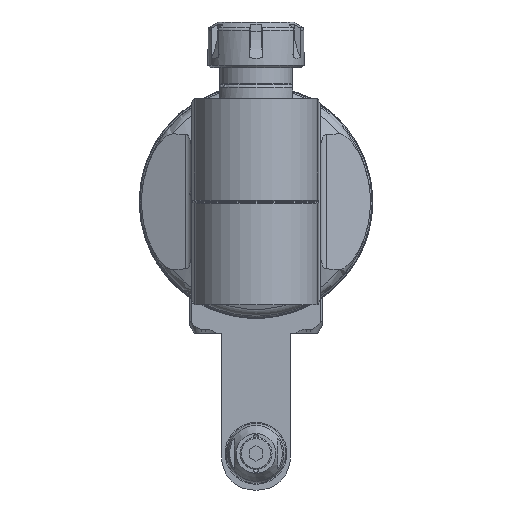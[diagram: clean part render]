
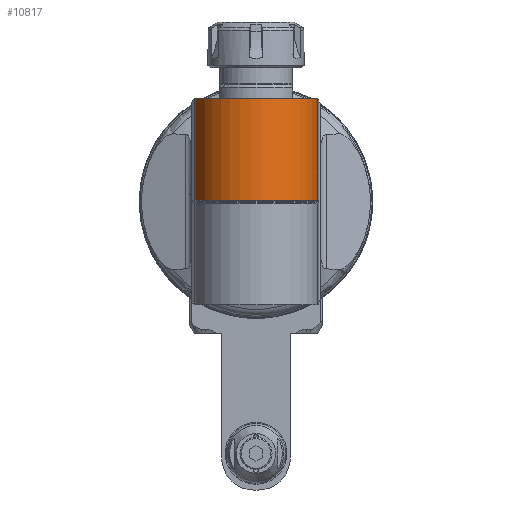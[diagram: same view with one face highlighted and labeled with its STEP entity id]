
A CAD part, front view. The second image highlights one B-rep face of the part: STEP entity #10817.
In plain terms, the highlighted cylindrical face has radius 27 mm (diameter 54 mm), a partial arc.
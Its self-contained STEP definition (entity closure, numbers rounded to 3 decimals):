
#1042=LINE('',#21930,#1732);
#1043=LINE('',#21933,#1733);
#1732=VECTOR('',#14918,44.334);
#1733=VECTOR('',#14921,44.334);
#1997=CYLINDRICAL_SURFACE('',#12043,27.);
#2913=FACE_OUTER_BOUND('',#3634,.T.);
#3634=EDGE_LOOP('',(#9592,#9593,#9594,#9595));
#4301=CIRCLE('',#12041,27.);
#4303=CIRCLE('',#12044,27.);
#5260=VERTEX_POINT('',#21894);
#5261=VERTEX_POINT('',#21895);
#5269=VERTEX_POINT('',#21929);
#5270=VERTEX_POINT('',#21931);
#6742=EDGE_CURVE('',#5260,#5261,#4301,.T.);
#6752=EDGE_CURVE('',#5260,#5269,#1042,.T.);
#6753=EDGE_CURVE('',#5270,#5269,#4303,.T.);
#6754=EDGE_CURVE('',#5270,#5261,#1043,.T.);
#9592=ORIENTED_EDGE('',*,*,#6742,.F.);
#9593=ORIENTED_EDGE('',*,*,#6752,.T.);
#9594=ORIENTED_EDGE('',*,*,#6753,.F.);
#9595=ORIENTED_EDGE('',*,*,#6754,.T.);
#10817=ADVANCED_FACE('',(#2913),#1997,.T.);
#12041=AXIS2_PLACEMENT_3D('',#21896,#14910,#14911);
#12043=AXIS2_PLACEMENT_3D('',#21928,#14916,#14917);
#12044=AXIS2_PLACEMENT_3D('',#21932,#14919,#14920);
#14910=DIRECTION('center_axis',(0.,-1.,0.));
#14911=DIRECTION('ref_axis',(0.087,0.,-0.996));
#14916=DIRECTION('center_axis',(0.,1.,0.));
#14917=DIRECTION('ref_axis',(1.,0.,0.));
#14918=DIRECTION('',(0.,1.,0.));
#14919=DIRECTION('center_axis',(0.,1.,0.));
#14920=DIRECTION('ref_axis',(1.,0.,0.));
#14921=DIRECTION('',(0.,-1.,0.));
#21894=CARTESIAN_POINT('',(92.353,-45.,-26.897));
#21895=CARTESIAN_POINT('',(92.353,-45.,26.897));
#21896=CARTESIAN_POINT('Origin',(90.,-45.,0.));
#21928=CARTESIAN_POINT('Origin',(90.,-54.,0.));
#21929=CARTESIAN_POINT('',(92.353,-0.666,-26.897));
#21930=CARTESIAN_POINT('',(92.353,-45.,-26.897));
#21931=CARTESIAN_POINT('',(92.353,-0.666,26.897));
#21932=CARTESIAN_POINT('Origin',(90.,-0.666,0.));
#21933=CARTESIAN_POINT('',(92.353,-0.666,26.897));
